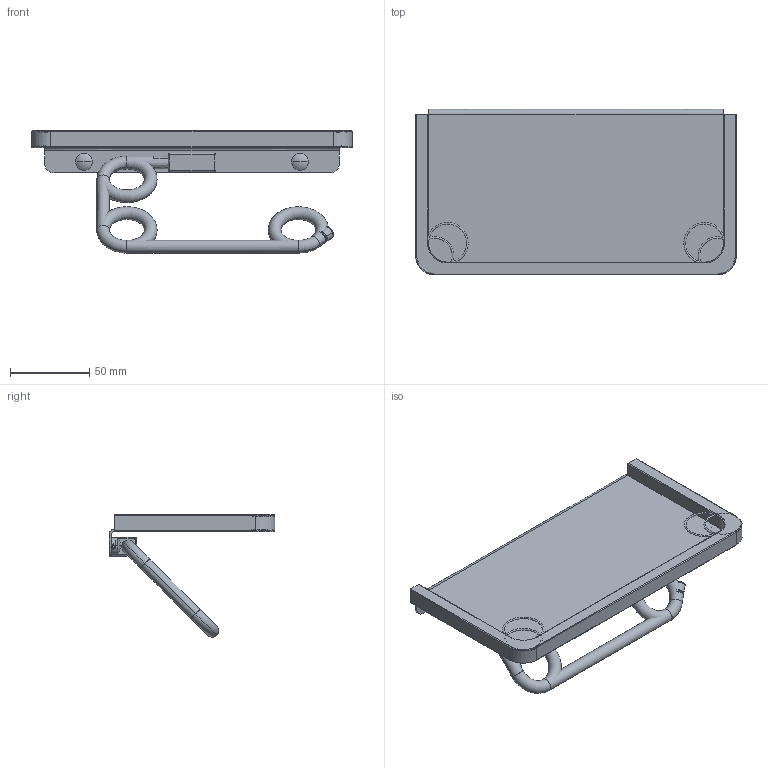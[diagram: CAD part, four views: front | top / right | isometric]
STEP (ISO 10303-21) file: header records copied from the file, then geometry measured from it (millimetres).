
FILE_DESCRIPTION((''),'2;1');
FILE_NAME('D0680530_ASM','2020-10-15T',('fpd05'),(''),'CREO PARAMETRIC BY PTC INC, 2015480','CREO PARAMETRIC BY PTC INC, 2015480','');
FILE_SCHEMA(('CONFIG_CONTROL_DESIGN'));
Products named in the file (10): 80D0680530; 81D0680530; 82D0680530; 84D0680530; 83D0680530; 89D00250; 90D00250; 8DM4X8D; 8DM4X8; D0680530_ASM
Assembly tree (13 placements, depth 2):
  D0680530_ASM
    80D0680530
    81D0680530
    82D0680530
    84D0680530
    83D0680530
    89D00250  x2
    90D00250  x2
    8DM4X8D  x2
    8DM4X8  x2
Bounding box: 202 x 104.5 x 77.03 mm (x, y, z)
Surface area: 88384.8 mm2 (no closed solid volume)
Topology: 0 solids, 0 shells, 628 faces, 3032 edges, 2969 vertices
Faces by surface type: bspline 546, sphere 44, torus 38
Entity records: 58971 total; most frequent: CARTESIAN_POINT 37802, DIRECTION 3403, TRIMMED_CURVE 2720, DEFINITIONAL_REPRESENTATION 2328, PCURVE 2328, COMPOSITE_CURVE_SEGMENT 2328, VECTOR 2227, LINE 2227
